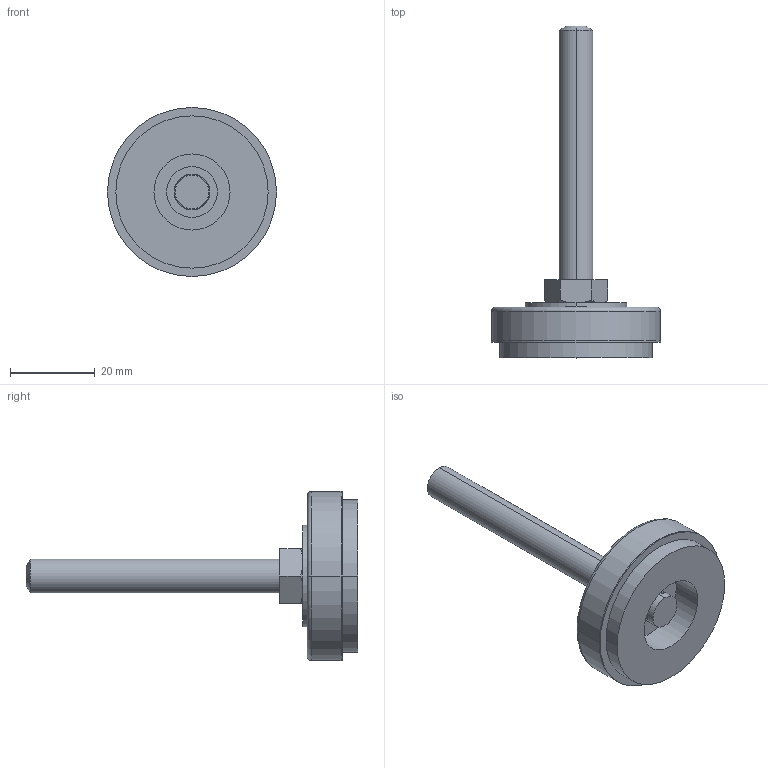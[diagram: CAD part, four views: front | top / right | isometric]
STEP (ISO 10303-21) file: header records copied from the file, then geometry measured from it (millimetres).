
FILE_DESCRIPTION (( 'STEP AP203' ), '1' );
FILE_NAME ('KC-280-5_.STEP', '2006-06-08T05:56:01', ( ' ' ), ( ' ' ), 'SwSTEP 2.0', 'SolidWorks 2005204', '' );
FILE_SCHEMA (( 'CONFIG_CONTROL_DESIGN' ));
Length unit declared in the file: millimetre
Products named in the file (5): KC-280-5儃儖僩_岞_棉太倌; KC-280-5_; KC-280-4,5用ワッシャー_ﾃﾞﾌｫﾙﾄ; KC-280-4,5僇僶乕_棉太倌; KC-280-4,5僑儉懌_棉太倌
Assembly tree (4 placements, depth 2):
  KC-280-5_
    KC-280-4,5僑儉懌_棉太倌
    KC-280-4,5用ワッシャー_ﾃﾞﾌｫﾙﾄ
    KC-280-5儃儖僩_岞_棉太倌
    KC-280-4,5僇僶乕_棉太倌
Bounding box: 40 x 78.5 x 40 mm (x, y, z)
Volume: 16820.3 mm3; surface area: 11426.1 mm2
Topology: 4 solids, 4 shells, 70 faces, 142 edges, 90 vertices
Faces by surface type: cylinder 32, plane 24, cone 8, torus 6
Entity records: 2437 total; most frequent: CARTESIAN_POINT 377, DIRECTION 368, ORIENTED_EDGE 284, AXIS2_PLACEMENT_3D 161, EDGE_CURVE 142, VERTEX_POINT 90, EDGE_LOOP 86, CIRCLE 84
